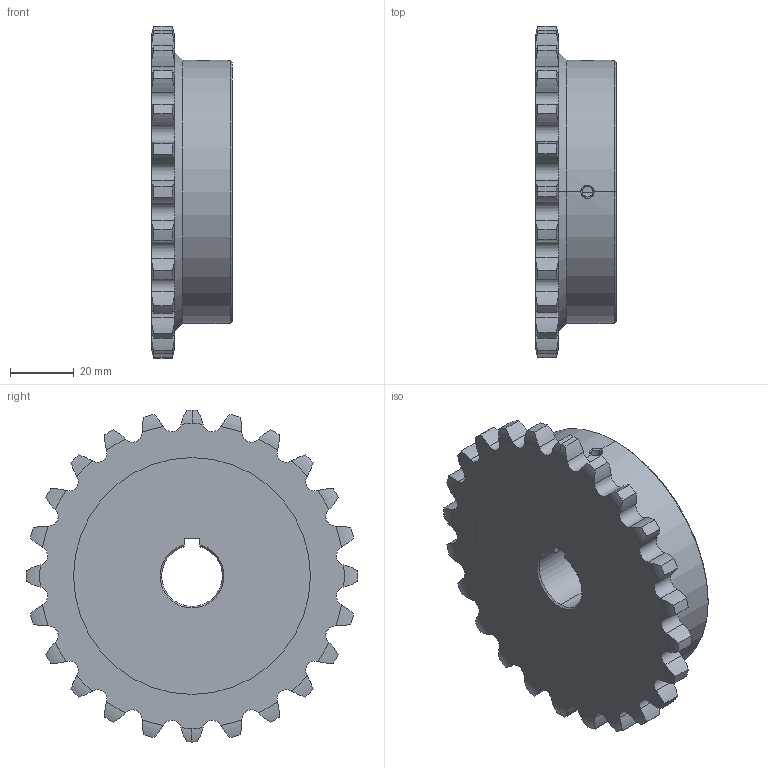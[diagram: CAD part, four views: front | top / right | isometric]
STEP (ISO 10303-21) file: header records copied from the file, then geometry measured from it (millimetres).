
FILE_DESCRIPTION(('starvars output'),'2;1');
FILE_NAME('cv20171130183906000121906.stp','18:39:06 2017/11/30',( 'Thomas Industrial Network Germany GmbH'),( 'Thomas Industrial Network Germany GmbH'),'unknown preprocess','ACIS' ,'unknown authorization');
FILE_SCHEMA(('AUTOMOTIVE_DESIGN_CC2 {UNKNOWN IMPLEMENTATION LEVEL}'));
Length unit declared in the file: millimetre
Products named in the file (1): PRODUCT_ID_1
Bounding box: 25.4 x 104.13 x 104.14 mm (x, y, z)
Volume: 143923.2 mm3; surface area: 24160.8 mm2
Topology: 1 solids, 1 shells, 181 faces, 517 edges, 339 vertices
Faces by surface type: cylinder 108, torus 52, cone 14, plane 7
Entity records: 6954 total; most frequent: CARTESIAN_POINT 1435, ORIENTED_EDGE 1034, DIRECTION 650, EDGE_CURVE 517, VERTEX_POINT 339, AXIS2_PLACEMENT_3D 260, EDGE_LOOP 188, FACE_BOUND 188
